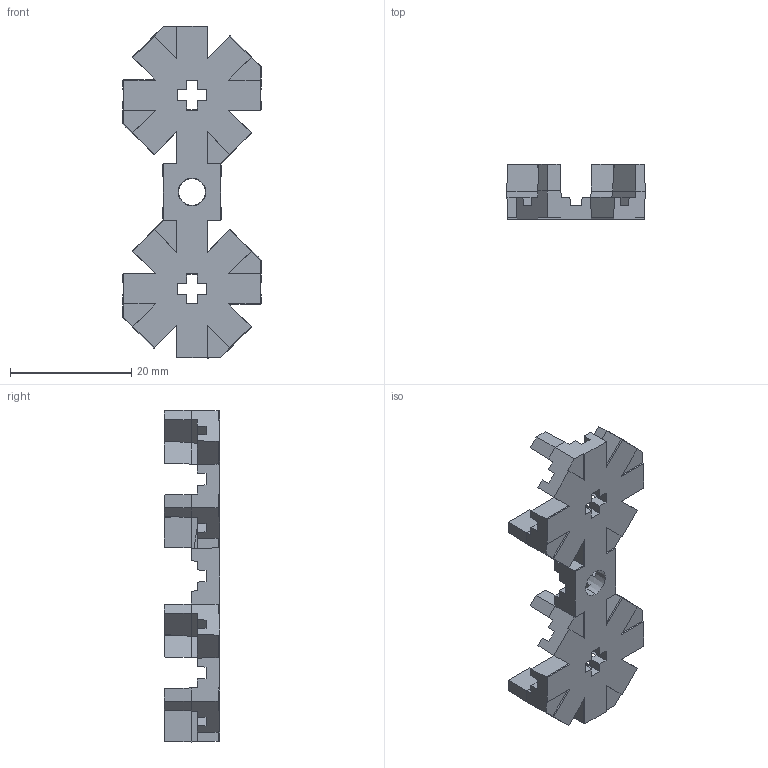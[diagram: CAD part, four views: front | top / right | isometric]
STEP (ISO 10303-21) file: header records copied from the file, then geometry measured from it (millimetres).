
FILE_DESCRIPTION (( 'STEP AP214' ), '1' );
FILE_NAME ('Tile_2Side_Body_Half.STEP', '2016-10-27T23:06:19', ( '' ), ( '' ), 'SwSTEP 2.0', 'SolidWorks 2016', '' );
FILE_SCHEMA (( 'AUTOMOTIVE_DESIGN' ));
Length unit declared in the file: millimetre
Products named in the file (1): Tile_2Side_Body_Half
Bounding box: 22.87 x 9.12 x 54.87 mm (x, y, z)
Volume: 3000 mm3; surface area: 3561.7 mm2
Topology: 1 solids, 1 shells, 235 faces, 668 edges, 434 vertices
Faces by surface type: plane 233, cone 2
Entity records: 7488 total; most frequent: CARTESIAN_POINT 1362, ORIENTED_EDGE 1336, DIRECTION 1144, EDGE_CURVE 668, LINE 648, VECTOR 648, VERTEX_POINT 434, AXIS2_PLACEMENT_3D 248
